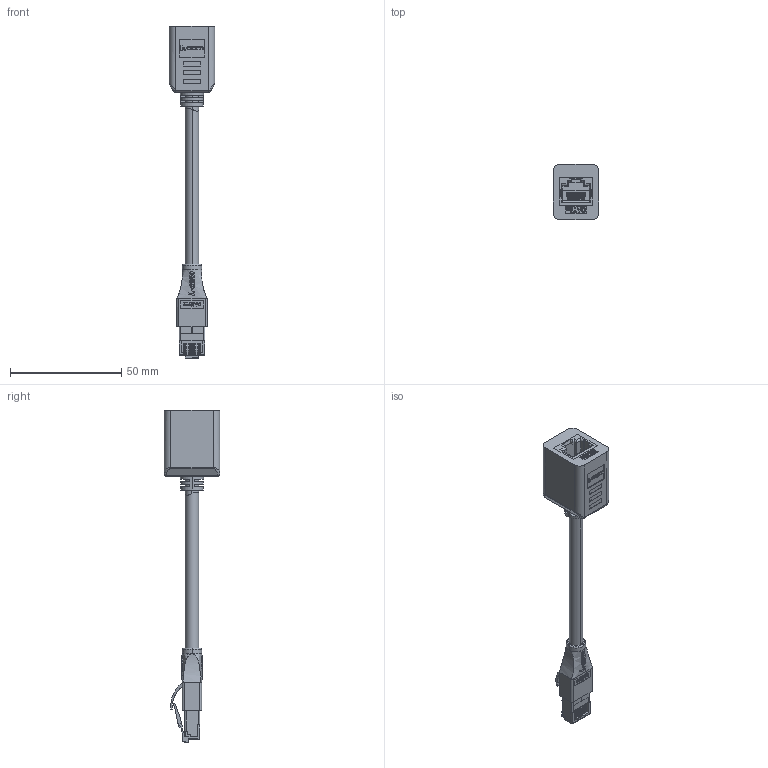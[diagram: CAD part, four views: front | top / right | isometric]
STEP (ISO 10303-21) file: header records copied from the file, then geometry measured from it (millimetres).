
FILE_DESCRIPTION (( 'STEP AP203' ), '1' );
FILE_NAME ('TRDC5EXTS.STEP', '2011-02-01T15:07:20', ( 'x' ), ( 'Microsoft' ), 'SwSTEP 2.0', 'SolidWorks 2010', '' );
FILE_SCHEMA (( 'CONFIG_CONTROL_DESIGN' ));
Products named in the file (20): TRDC5EXTS; PIN2_??; PCB LAYOUT_??; COVER_??; PREMOLDING_??; 1AD03-013-MA3; 1AD03-013-MA2; 1AD03-013-MA1; 1AD03-013-MA4_crimped strain relief; modular jack pin  body_??; MODULAR JACK PIN LOADING_??; CAT6 CABLE_NO LABEL; PIN1_??; OVERMOLD NO FLANGE_CAT5e; 1AD03-013_crimped; TDS8PC5-MA3; 1AY01-034_with 6.5mm entry; 1AD04-(RJ45 jack) END_NO FLANGE CAT5e; 1AD04-(RJ45 jack)_??; RJ45 jack housing_??
Assembly tree (33 placements, depth 5):
  TRDC5EXTS
    1AY01-034_with 6.5mm entry
    1AD03-013_crimped
      TDS8PC5-MA3  x8
      1AD03-013-MA3
      1AD03-013-MA1
      1AD03-013-MA2
      1AD03-013-MA4_crimped strain relief
    CAT6 CABLE_NO LABEL
    1AD04-(RJ45 jack) END_NO FLANGE CAT5e
      1AD04-(RJ45 jack)_??
        RJ45 jack housing_??
        MODULAR JACK PIN LOADING_??
          PIN1_??  x4
          PIN2_??  x4
          modular jack pin  body_??
      OVERMOLD NO FLANGE_CAT5e
      PCB LAYOUT_??
      COVER_??
      PREMOLDING_??
      RJ45 jack housing_??
Bounding box: 20.4 x 25 x 149.32 mm (x, y, z)
Volume: 25831.4 mm3; surface area: 24814.6 mm2
Topology: 37 solids, 37 shells, 2776 faces, 7681 edges, 5005 vertices
Faces by surface type: plane 2033, cylinder 403, bspline 242, torus 56, sphere 32, cone 10
Entity records: 97795 total; most frequent: CARTESIAN_POINT 37520, ORIENTED_EDGE 13404, DIRECTION 9724, EDGE_CURVE 6702, VERTEX_POINT 4390, VECTOR 4000, LINE 4000, AXIS2_PLACEMENT_3D 2862
